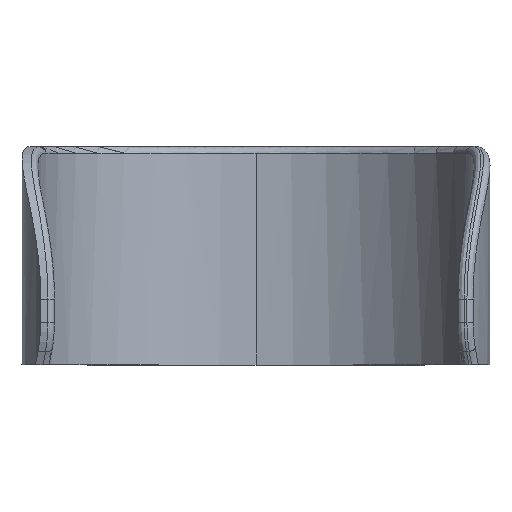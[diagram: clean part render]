
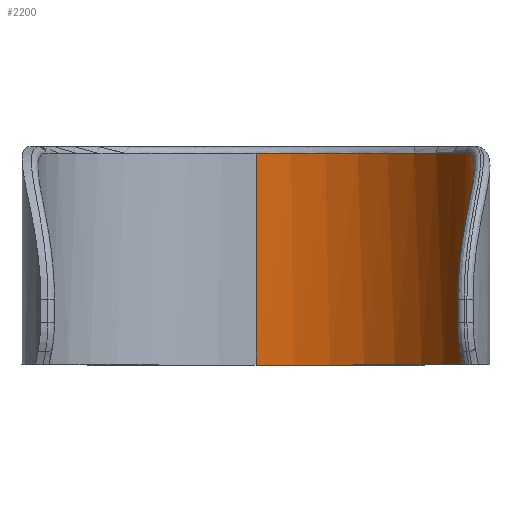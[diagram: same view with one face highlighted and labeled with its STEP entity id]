
A CAD part, top view. The second image highlights one B-rep face of the part: STEP entity #2200.
In plain terms, the highlighted cylindrical face has radius 50 mm (diameter 100 mm), a partial arc.
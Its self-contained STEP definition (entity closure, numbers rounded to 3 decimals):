
#108 = DIRECTION ( 'NONE',  ( 0., -1., 0. ) ) ;
#121 = CARTESIAN_POINT ( 'NONE',  ( 0., 50., 14. ) ) ;
#149 = VECTOR ( 'NONE', #108, 1000. ) ;
#156 = CARTESIAN_POINT ( 'NONE',  ( 49.825, 43.048, 68.201 ) ) ;
#161 = EDGE_CURVE ( 'NONE', #2700, #2575, #2582, .T. ) ;
#165 = CARTESIAN_POINT ( 'NONE',  ( 46.798, 3.696, 81.606 ) ) ;
#166 = CARTESIAN_POINT ( 'NONE',  ( 46.873, 25.158, 81.405 ) ) ;
#193 = DIRECTION ( 'NONE',  ( 0., 0., -1. ) ) ;
#207 = FACE_OUTER_BOUND ( 'NONE', #800, .T. ) ;
#278 = ORIENTED_EDGE ( 'NONE', *, *, #1660, .F. ) ;
#304 = VERTEX_POINT ( 'NONE', #1632 ) ;
#361 = CARTESIAN_POINT ( 'NONE',  ( 47.48, 29.725, 79.697 ) ) ;
#372 = CARTESIAN_POINT ( 'NONE',  ( 49.862, 43.351, 67.743 ) ) ;
#427 = CARTESIAN_POINT ( 'NONE',  ( 47.419, 0., 79.855 ) ) ;
#430 = AXIS2_PLACEMENT_3D ( 'NONE', #1949, #2340, #193 ) ;
#502 = CARTESIAN_POINT ( 'NONE',  ( 48.715, 48.5, 52.526 ) ) ;
#520 = CARTESIAN_POINT ( 'NONE',  ( 48.117, 48.5, 50.408 ) ) ;
#525 = CIRCLE ( 'NONE', #935, 50. ) ;
#572 = DIRECTION ( 'NONE',  ( 0., 0., 1. ) ) ;
#581 = CARTESIAN_POINT ( 'NONE',  ( 48.209, 33.901, 77.266 ) ) ;
#596 = CARTESIAN_POINT ( 'NONE',  ( 48.537, 35.666, 76.011 ) ) ;
#608 = CARTESIAN_POINT ( 'NONE',  ( 48.291, 34.348, 76.964 ) ) ;
#620 = ORIENTED_EDGE ( 'NONE', *, *, #1358, .T. ) ;
#623 = CARTESIAN_POINT ( 'NONE',  ( 48.778, 36.941, 75.009 ) ) ;
#692 = EDGE_CURVE ( 'NONE', #2575, #304, #2389, .T. ) ;
#732 = CARTESIAN_POINT ( 'NONE',  ( 49.164, 48.289, 54.647 ) ) ;
#800 = EDGE_LOOP ( 'NONE', ( #2563, #1192, #278, #2058, #2504, #1735, #620 ) ) ;
#819 = CARTESIAN_POINT ( 'NONE',  ( 48.933, 37.752, 74.303 ) ) ;
#838 = CARTESIAN_POINT ( 'NONE',  ( 46.798, 3.696, 81.606 ) ) ;
#864 = EDGE_CURVE ( 'NONE', #1079, #2352, #2477, .T. ) ;
#921 = EDGE_CURVE ( 'NONE', #2532, #1079, #2668, .T. ) ;
#935 = AXIS2_PLACEMENT_3D ( 'NONE', #2063, #983, #1663 ) ;
#959 = CARTESIAN_POINT ( 'NONE',  ( 48.117, 48.5, 50.408 ) ) ;
#983 = DIRECTION ( 'NONE',  ( 0., 1., 0. ) ) ;
#1003 = CARTESIAN_POINT ( 'NONE',  ( 46.604, 22.541, 82.115 ) ) ;
#1024 = CARTESIAN_POINT ( 'NONE',  ( 46.504, 5.571, 82.369 ) ) ;
#1031 = CARTESIAN_POINT ( 'NONE',  ( 49.947, 44.204, 66.351 ) ) ;
#1042 = CARTESIAN_POINT ( 'NONE',  ( 49.923, 43.928, 66.819 ) ) ;
#1063 = CARTESIAN_POINT ( 'NONE',  ( 46.634, 4.616, 82.041 ) ) ;
#1079 = VERTEX_POINT ( 'NONE', #1305 ) ;
#1082 = CYLINDRICAL_SURFACE ( 'NONE', #430, 50. ) ;
#1125 = DIRECTION ( 'NONE',  ( 0., 1., 0. ) ) ;
#1129 = CARTESIAN_POINT ( 'NONE',  ( 49.629, 47.636, 57.825 ) ) ;
#1169 = DIRECTION ( 'NONE',  ( 0., 1., 0. ) ) ;
#1192 = ORIENTED_EDGE ( 'NONE', *, *, #864, .T. ) ;
#1220 =( BOUNDED_CURVE ( )  B_SPLINE_CURVE ( 3, ( #1302, #2350, #1697, #165 ),
 .UNSPECIFIED., .F., .T. ) 
 B_SPLINE_CURVE_WITH_KNOTS ( ( 4, 4 ),
 ( 1.893, 1.931 ),
 .UNSPECIFIED. ) 
 CURVE ( )  GEOMETRIC_REPRESENTATION_ITEM ( )  RATIONAL_B_SPLINE_CURVE ( ( 1., 1., 1., 1. ) ) 
 REPRESENTATION_ITEM ( '' )  );
#1247 = CARTESIAN_POINT ( 'NONE',  ( 46.364, 19.357, 82.724 ) ) ;
#1287 = VECTOR ( 'NONE', #1125, 1000. ) ;
#1302 = CARTESIAN_POINT ( 'NONE',  ( 47.419, 0., 79.855 ) ) ;
#1305 = CARTESIAN_POINT ( 'NONE',  ( 0., 48.5, 14. ) ) ;
#1358 = EDGE_CURVE ( 'NONE', #304, #2532, #1643, .T. ) ;
#1441 = CARTESIAN_POINT ( 'NONE',  ( 48.455, 35.231, 76.337 ) ) ;
#1455 = CARTESIAN_POINT ( 'NONE',  ( 49.367, 40.078, 72.076 ) ) ;
#1469 = CARTESIAN_POINT ( 'NONE',  ( 49.969, 46.328, 61.977 ) ) ;
#1632 = CARTESIAN_POINT ( 'NONE',  ( 46.277, 15., 82.932 ) ) ;
#1643 = B_SPLINE_CURVE_WITH_KNOTS ( 'NONE', 3,
 ( #2078, #2305, #1247, #1003, #2172, #166, #1655, #1911, #1699, #361, #2503, #581, #608, #1441, #596, #623, #819, #1455, #2377, #156, #372, #1042, #1031, #1682, #2531, #1469, #2329, #2751, #1129, #732, #502, #959 ),
 .UNSPECIFIED., .F., .F.,
 ( 4, 2, 2, 2, 2, 2, 2, 2, 2, 2, 2, 2, 2, 2, 2, 4 ),
 ( 0., 0.006, 0.01, 0.011, 0.013, 0.019, 0.021, 0.023, 0.026, 0.032, 0.034, 0.036, 0.039, 0.042, 0.045, 0.052 ),
 .UNSPECIFIED. ) ;
#1655 = CARTESIAN_POINT ( 'NONE',  ( 46.934, 25.679, 81.24 ) ) ;
#1660 = EDGE_CURVE ( 'NONE', #2280, #2352, #525, .T. ) ;
#1663 = DIRECTION ( 'NONE',  ( 0., 0., 1. ) ) ;
#1682 = CARTESIAN_POINT ( 'NONE',  ( 50., 44.996, 64.93 ) ) ;
#1685 = CARTESIAN_POINT ( 'NONE',  ( 0., 0., 14. ) ) ;
#1686 = CARTESIAN_POINT ( 'NONE',  ( 46.277, 9.614, 82.932 ) ) ;
#1697 = CARTESIAN_POINT ( 'NONE',  ( 47.016, 2.472, 81.026 ) ) ;
#1699 = CARTESIAN_POINT ( 'NONE',  ( 47.13, 27.216, 80.697 ) ) ;
#1704 = CARTESIAN_POINT ( 'NONE',  ( 46.37, 7.057, 82.704 ) ) ;
#1735 = ORIENTED_EDGE ( 'NONE', *, *, #692, .T. ) ;
#1843 = CARTESIAN_POINT ( 'NONE',  ( 46.798, 3.696, 81.606 ) ) ;
#1873 = CARTESIAN_POINT ( 'NONE',  ( 46.277, 9.098, 82.932 ) ) ;
#1911 = CARTESIAN_POINT ( 'NONE',  ( 47.063, 26.708, 80.886 ) ) ;
#1949 = CARTESIAN_POINT ( 'NONE',  ( 0., 50., 64. ) ) ;
#2020 = AXIS2_PLACEMENT_3D ( 'NONE', #2439, #1169, #572 ) ;
#2058 = ORIENTED_EDGE ( 'NONE', *, *, #2162, .T. ) ;
#2063 = CARTESIAN_POINT ( 'NONE',  ( 0., 0., 64. ) ) ;
#2078 = CARTESIAN_POINT ( 'NONE',  ( 46.277, 15., 82.932 ) ) ;
#2162 = EDGE_CURVE ( 'NONE', #2280, #2700, #1220, .T. ) ;
#2172 = CARTESIAN_POINT ( 'NONE',  ( 46.702, 23.593, 81.862 ) ) ;
#2184 = CARTESIAN_POINT ( 'NONE',  ( 46.277, 50., 82.932 ) ) ;
#2200 = ADVANCED_FACE ( 'NONE', ( #207 ), #1082, .F. ) ;
#2223 = CARTESIAN_POINT ( 'NONE',  ( 46.277, 9.614, 82.932 ) ) ;
#2280 = VERTEX_POINT ( 'NONE', #427 ) ;
#2305 = CARTESIAN_POINT ( 'NONE',  ( 46.277, 17.198, 82.932 ) ) ;
#2329 = CARTESIAN_POINT ( 'NONE',  ( 49.919, 46.706, 60.963 ) ) ;
#2340 = DIRECTION ( 'NONE',  ( 0., -1., 0. ) ) ;
#2350 = CARTESIAN_POINT ( 'NONE',  ( 47.223, 1.24, 80.443 ) ) ;
#2352 = VERTEX_POINT ( 'NONE', #1685 ) ;
#2377 = CARTESIAN_POINT ( 'NONE',  ( 49.616, 41.483, 70.443 ) ) ;
#2389 = LINE ( 'NONE', #2184, #1287 ) ;
#2439 = CARTESIAN_POINT ( 'NONE',  ( 0., 48.5, 64. ) ) ;
#2477 = LINE ( 'NONE', #121, #149 ) ;
#2503 = CARTESIAN_POINT ( 'NONE',  ( 47.8, 31.634, 78.718 ) ) ;
#2504 = ORIENTED_EDGE ( 'NONE', *, *, #161, .T. ) ;
#2531 = CARTESIAN_POINT ( 'NONE',  ( 50.01, 45.473, 63.961 ) ) ;
#2532 = VERTEX_POINT ( 'NONE', #520 ) ;
#2549 = CARTESIAN_POINT ( 'NONE',  ( 46.335, 7.563, 82.79 ) ) ;
#2563 = ORIENTED_EDGE ( 'NONE', *, *, #921, .T. ) ;
#2575 = VERTEX_POINT ( 'NONE', #2223 ) ;
#2582 = B_SPLINE_CURVE_WITH_KNOTS ( 'NONE', 3,
 ( #838, #1063, #1024, #1704, #2549, #2743, #1873, #1686 ),
 .UNSPECIFIED., .F., .F.,
 ( 4, 2, 2, 4 ),
 ( 0., 0.003, 0.005, 0.006 ),
 .UNSPECIFIED. ) ;
#2668 = CIRCLE ( 'NONE', #2020, 50. ) ;
#2700 = VERTEX_POINT ( 'NONE', #1843 ) ;
#2743 = CARTESIAN_POINT ( 'NONE',  ( 46.289, 8.585, 82.903 ) ) ;
#2751 = CARTESIAN_POINT ( 'NONE',  ( 49.749, 47.36, 58.89 ) ) ;
